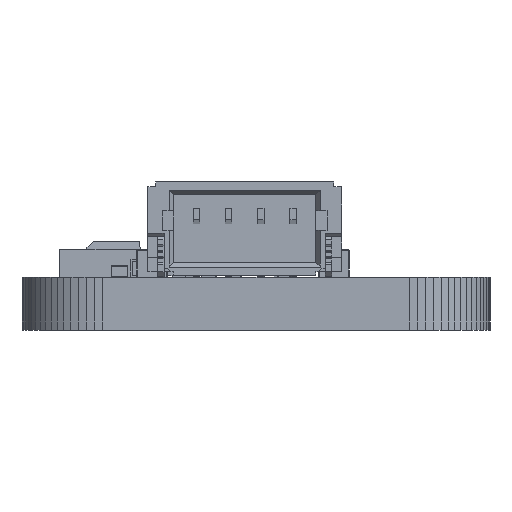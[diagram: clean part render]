
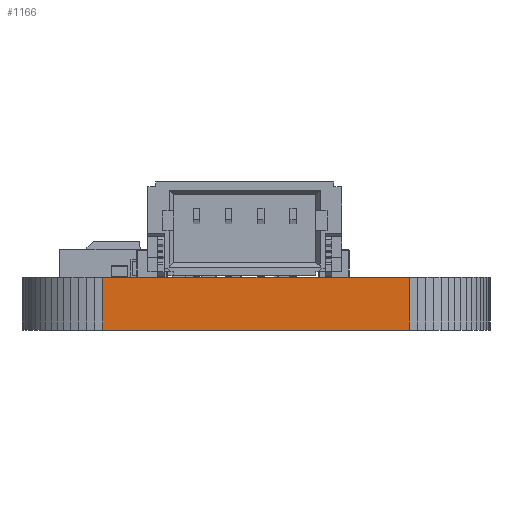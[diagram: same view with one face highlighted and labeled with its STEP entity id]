
A CAD part, left-side view. The second image highlights one B-rep face of the part: STEP entity #1166.
In plain terms, the highlighted planar face has unit normal (-1, 0, 0).
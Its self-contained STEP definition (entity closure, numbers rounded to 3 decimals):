
#1110 = VERTEX_POINT('',#1111);
#1111 = CARTESIAN_POINT('',(-2.,-1.5,0.82));
#1117 = EDGE_CURVE('',#1118,#1110,#1120,.T.);
#1118 = VERTEX_POINT('',#1119);
#1119 = CARTESIAN_POINT('',(-2.,-1.5,-0.82));
#1120 = LINE('',#1121,#1122);
#1121 = CARTESIAN_POINT('',(-2.,-1.5,-0.82));
#1122 = VECTOR('',#1123,1.);
#1123 = DIRECTION('',(0.,0.,1.));
#1166 = ADVANCED_FACE('',(#1167),#1192,.F.);
#1167 = FACE_BOUND('',#1168,.F.);
#1168 = EDGE_LOOP('',(#1169,#1170,#1178,#1186));
#1169 = ORIENTED_EDGE('',*,*,#1117,.T.);
#1170 = ORIENTED_EDGE('',*,*,#1171,.T.);
#1171 = EDGE_CURVE('',#1110,#1172,#1174,.T.);
#1172 = VERTEX_POINT('',#1173);
#1173 = CARTESIAN_POINT('',(-2.,-11.,0.82));
#1174 = LINE('',#1175,#1176);
#1175 = CARTESIAN_POINT('',(-2.,-1.5,0.82));
#1176 = VECTOR('',#1177,1.);
#1177 = DIRECTION('',(0.,-1.,0.));
#1178 = ORIENTED_EDGE('',*,*,#1179,.F.);
#1179 = EDGE_CURVE('',#1180,#1172,#1182,.T.);
#1180 = VERTEX_POINT('',#1181);
#1181 = CARTESIAN_POINT('',(-2.,-11.,-0.82));
#1182 = LINE('',#1183,#1184);
#1183 = CARTESIAN_POINT('',(-2.,-11.,-0.82));
#1184 = VECTOR('',#1185,1.);
#1185 = DIRECTION('',(0.,0.,1.));
#1186 = ORIENTED_EDGE('',*,*,#1187,.F.);
#1187 = EDGE_CURVE('',#1118,#1180,#1188,.T.);
#1188 = LINE('',#1189,#1190);
#1189 = CARTESIAN_POINT('',(-2.,-1.5,-0.82));
#1190 = VECTOR('',#1191,1.);
#1191 = DIRECTION('',(0.,-1.,0.));
#1192 = PLANE('',#1193);
#1193 = AXIS2_PLACEMENT_3D('',#1194,#1195,#1196);
#1194 = CARTESIAN_POINT('',(-2.,-1.5,-0.82));
#1195 = DIRECTION('',(1.,0.,-0.));
#1196 = DIRECTION('',(0.,-1.,0.));
